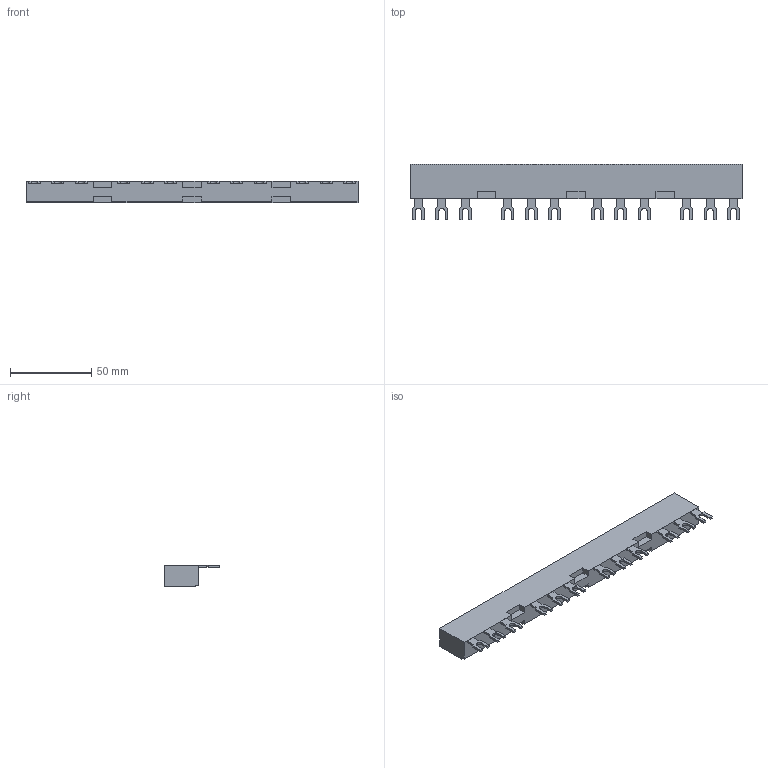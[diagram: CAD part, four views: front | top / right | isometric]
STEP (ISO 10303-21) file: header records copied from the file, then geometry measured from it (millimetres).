
FILE_DESCRIPTION(('STEP AP214'),'1');
FILE_NAME('cctmp_809B64E3-B73A-4B01-805E-F8516B31E0BE_2023_08_14_21_03_46_0206..stp','2023-08-14T19:03:46',('SIEMENS A&D'),('CADClick - www.CADClick.com'),'Spatial InterOp 3D postprocessed',' ','unknown authorization');
FILE_SCHEMA(('AUTOMOTIVE_DESIGN'));
Length unit declared in the file: millimetre
Products named in the file (1): 2023_08_14_21_03_46_0198
Bounding box: 204.2 x 34.2 x 13.5 mm (x, y, z)
Volume: 57819.2 mm3; surface area: 16967.2 mm2
Topology: 1 solids, 1 shells, 194 faces, 540 edges, 360 vertices
Faces by surface type: plane 182, cylinder 12
Entity records: 10319 total; most frequent: STYLED_ITEM 1095, PRESENTATION_STYLE_ASSIGNMENT 1095, CARTESIAN_POINT 1095, ORIENTED_EDGE 1080, DIRECTION 954, EDGE_CURVE 540, CURVE_STYLE 540, DRAUGHTING_PRE_DEFINED_CURVE_FONT 540
